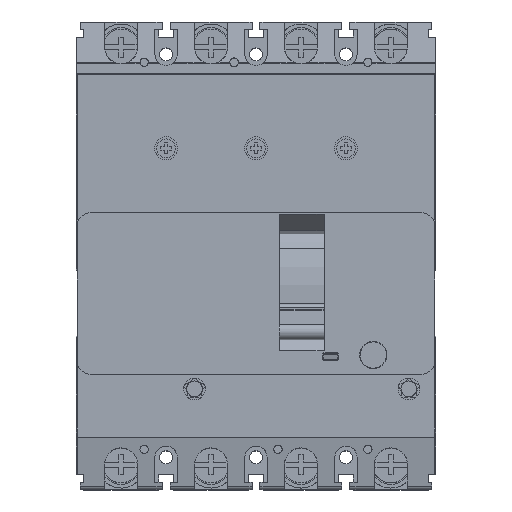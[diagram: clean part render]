
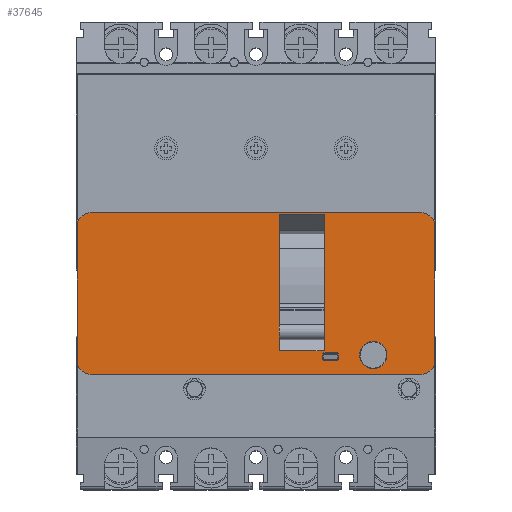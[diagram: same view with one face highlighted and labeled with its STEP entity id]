
A CAD part, top view. The second image highlights one B-rep face of the part: STEP entity #37645.
In plain terms, the highlighted planar face has unit normal (0, 0, 1).
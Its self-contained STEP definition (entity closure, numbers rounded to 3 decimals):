
#15098=DIRECTION('',(1.,0.,0.));
#15099=VECTOR('',#15098,91.5);
#15100=CARTESIAN_POINT('',(4.25,32.,69.6));
#15101=LINE('',#15100,#15099);
#15120=CARTESIAN_POINT('',(82.6,37.4,69.6));
#15121=DIRECTION('',(0.,0.,1.));
#15122=DIRECTION('',(1.,0.,0.));
#15123=AXIS2_PLACEMENT_3D('',#15120,#15121,#15122);
#15128=CARTESIAN_POINT('',(82.6,37.4,69.6));
#15129=DIRECTION('',(0.,0.,1.));
#15130=DIRECTION('',(-1.,0.,0.));
#15131=AXIS2_PLACEMENT_3D('',#15128,#15129,#15130);
#15136=DIRECTION('',(0.,-1.,0.));
#15137=VECTOR('',#15136,1.61);
#15138=CARTESIAN_POINT('',(68.6,37.71,69.6));
#15139=LINE('',#15138,#15137);
#15143=CARTESIAN_POINT('',(68.9,36.1,69.6));
#15144=DIRECTION('',(0.,0.,1.));
#15145=DIRECTION('',(-1.,0.,0.));
#15146=AXIS2_PLACEMENT_3D('',#15143,#15144,#15145);
#15151=DIRECTION('',(1.,0.,0.));
#15152=VECTOR('',#15151,3.6);
#15153=CARTESIAN_POINT('',(68.9,35.8,69.6));
#15154=LINE('',#15153,#15152);
#15158=CARTESIAN_POINT('',(72.5,36.1,69.6));
#15159=DIRECTION('',(0.,0.,1.));
#15160=DIRECTION('',(0.,-1.,0.));
#15161=AXIS2_PLACEMENT_3D('',#15158,#15159,#15160);
#15166=DIRECTION('',(0.,1.,0.));
#15167=VECTOR('',#15166,1.61);
#15168=CARTESIAN_POINT('',(72.8,36.1,69.6));
#15169=LINE('',#15168,#15167);
#15173=CARTESIAN_POINT('',(72.5,38.02,69.6));
#15174=CARTESIAN_POINT('',(72.537,38.02,69.6));
#15175=CARTESIAN_POINT('',(72.615,38.004,69.6));
#15176=CARTESIAN_POINT('',(72.714,37.937,69.6));
#15177=CARTESIAN_POINT('',(72.783,37.834,69.6));
#15178=CARTESIAN_POINT('',(72.8,37.751,69.6));
#15179=CARTESIAN_POINT('',(72.8,37.71,69.6));
#15184=DIRECTION('',(-1.,0.,0.));
#15185=VECTOR('',#15184,3.6);
#15186=CARTESIAN_POINT('',(72.5,38.02,69.6));
#15187=LINE('',#15186,#15185);
#15191=CARTESIAN_POINT('',(68.6,37.71,69.6));
#15192=CARTESIAN_POINT('',(68.6,37.75,69.6));
#15193=CARTESIAN_POINT('',(68.616,37.831,69.6));
#15194=CARTESIAN_POINT('',(68.683,37.934,69.6));
#15195=CARTESIAN_POINT('',(68.783,38.003,69.6));
#15196=CARTESIAN_POINT('',(68.862,38.02,69.6));
#15197=CARTESIAN_POINT('',(68.9,38.02,69.6));
#15202=CARTESIAN_POINT('',(4.25,36.,69.6));
#15203=DIRECTION('',(0.,0.,1.));
#15204=DIRECTION('',(-1.,0.,0.));
#15205=AXIS2_PLACEMENT_3D('',#15202,#15203,#15204);
#15210=DIRECTION('',(0.,-1.,0.));
#15211=VECTOR('',#15210,37.);
#15212=CARTESIAN_POINT('',(0.25,73.,69.6));
#15213=LINE('',#15212,#15211);
#15217=CARTESIAN_POINT('',(4.25,73.,69.6));
#15218=DIRECTION('',(0.,0.,1.));
#15219=DIRECTION('',(0.,1.,0.));
#15220=AXIS2_PLACEMENT_3D('',#15217,#15218,#15219);
#15225=DIRECTION('',(1.,0.,0.));
#15226=VECTOR('',#15225,91.5);
#15227=CARTESIAN_POINT('',(4.25,77.,69.6));
#15228=LINE('',#15227,#15226);
#15232=CARTESIAN_POINT('',(95.75,73.,69.6));
#15233=DIRECTION('',(0.,0.,1.));
#15234=DIRECTION('',(1.,0.,0.));
#15235=AXIS2_PLACEMENT_3D('',#15232,#15233,#15234);
#15240=DIRECTION('',(0.,-1.,0.));
#15241=VECTOR('',#15240,37.);
#15242=CARTESIAN_POINT('',(99.75,73.,69.6));
#15243=LINE('',#15242,#15241);
#15247=CARTESIAN_POINT('',(95.75,36.,69.6));
#15248=DIRECTION('',(0.,0.,1.));
#15249=DIRECTION('',(0.,-1.,0.));
#15250=AXIS2_PLACEMENT_3D('',#15247,#15248,#15249);
#15255=DIRECTION('',(0.,1.,0.));
#15256=VECTOR('',#15255,38.04);
#15257=CARTESIAN_POINT('',(56.45,38.56,69.6));
#15258=LINE('',#15257,#15256);
#15262=DIRECTION('',(1.,0.,0.));
#15263=VECTOR('',#15262,12.5);
#15264=CARTESIAN_POINT('',(56.45,38.56,69.6));
#15265=LINE('',#15264,#15263);
#15269=DIRECTION('',(0.,1.,0.));
#15270=VECTOR('',#15269,38.04);
#15271=CARTESIAN_POINT('',(68.95,38.56,69.6));
#15272=LINE('',#15271,#15270);
#15276=DIRECTION('',(1.,0.,0.));
#15277=VECTOR('',#15276,12.5);
#15278=CARTESIAN_POINT('',(56.45,76.6,69.6));
#15279=LINE('',#15278,#15277);
#19963=CARTESIAN_POINT('',(86.4,37.4,69.6));
#19964=CARTESIAN_POINT('',(78.8,37.4,69.6));
#19965=VERTEX_POINT('',#19963);
#19966=VERTEX_POINT('',#19964);
#19967=CARTESIAN_POINT('',(68.6,37.71,69.6));
#19968=CARTESIAN_POINT('',(68.6,36.1,69.6));
#19969=VERTEX_POINT('',#19967);
#19970=VERTEX_POINT('',#19968);
#19971=CARTESIAN_POINT('',(68.9,35.8,69.6));
#19972=VERTEX_POINT('',#19971);
#19973=CARTESIAN_POINT('',(72.5,35.8,69.6));
#19974=VERTEX_POINT('',#19973);
#19975=CARTESIAN_POINT('',(72.8,36.1,69.6));
#19976=VERTEX_POINT('',#19975);
#19977=CARTESIAN_POINT('',(72.8,37.71,69.6));
#19978=VERTEX_POINT('',#19977);
#19979=VERTEX_POINT('',#15173);
#19980=CARTESIAN_POINT('',(68.9,38.02,69.6));
#19981=VERTEX_POINT('',#19980);
#19990=CARTESIAN_POINT('',(0.25,36.,69.6));
#19992=VERTEX_POINT('',#19990);
#19994=CARTESIAN_POINT('',(4.25,32.,69.6));
#19995=VERTEX_POINT('',#19994);
#19998=CARTESIAN_POINT('',(4.25,77.,69.6));
#19999=CARTESIAN_POINT('',(0.25,73.,69.6));
#20000=VERTEX_POINT('',#19998);
#20001=VERTEX_POINT('',#19999);
#20006=CARTESIAN_POINT('',(99.75,73.,69.6));
#20008=VERTEX_POINT('',#20006);
#20010=CARTESIAN_POINT('',(95.75,77.,69.6));
#20011=VERTEX_POINT('',#20010);
#20014=CARTESIAN_POINT('',(95.75,32.,69.6));
#20015=CARTESIAN_POINT('',(99.75,36.,69.6));
#20016=VERTEX_POINT('',#20014);
#20017=VERTEX_POINT('',#20015);
#22258=CARTESIAN_POINT('',(56.45,38.56,69.6));
#22259=CARTESIAN_POINT('',(56.45,76.6,69.6));
#22260=VERTEX_POINT('',#22258);
#22261=VERTEX_POINT('',#22259);
#22262=CARTESIAN_POINT('',(68.95,38.56,69.6));
#22263=CARTESIAN_POINT('',(68.95,76.6,69.6));
#22264=VERTEX_POINT('',#22262);
#22265=VERTEX_POINT('',#22263);
#37592=CARTESIAN_POINT('',(0.,77.,69.6));
#37593=DIRECTION('',(0.,0.,1.));
#37594=DIRECTION('',(0.,-1.,0.));
#37595=AXIS2_PLACEMENT_3D('',#37592,#37593,#37594);
#37596=PLANE('',#37595);
#37597=ORIENTED_EDGE('',*,*,#37585,.F.);
#37598=ORIENTED_EDGE('',*,*,#36948,.F.);
#37600=ORIENTED_EDGE('',*,*,#37599,.F.);
#37602=ORIENTED_EDGE('',*,*,#37601,.T.);
#37604=ORIENTED_EDGE('',*,*,#37603,.F.);
#37605=ORIENTED_EDGE('',*,*,#37039,.T.);
#37607=ORIENTED_EDGE('',*,*,#37606,.F.);
#37608=ORIENTED_EDGE('',*,*,#37571,.F.);
#37609=EDGE_LOOP('',(#37597,#37598,#37600,#37602,#37604,#37605,#37607,#37608));
#37610=FACE_OUTER_BOUND('',#37609,.F.);
#37612=ORIENTED_EDGE('',*,*,#37611,.T.);
#37614=ORIENTED_EDGE('',*,*,#37613,.T.);
#37616=ORIENTED_EDGE('',*,*,#37615,.T.);
#37618=ORIENTED_EDGE('',*,*,#37617,.T.);
#37620=ORIENTED_EDGE('',*,*,#37619,.T.);
#37622=ORIENTED_EDGE('',*,*,#37621,.F.);
#37624=ORIENTED_EDGE('',*,*,#37623,.T.);
#37626=ORIENTED_EDGE('',*,*,#37625,.F.);
#37627=EDGE_LOOP('',(#37612,#37614,#37616,#37618,#37620,#37622,#37624,#37626));
#37628=FACE_BOUND('',#37627,.F.);
#37630=ORIENTED_EDGE('',*,*,#37629,.T.);
#37632=ORIENTED_EDGE('',*,*,#37631,.T.);
#37633=EDGE_LOOP('',(#37630,#37632));
#37634=FACE_BOUND('',#37633,.F.);
#37636=ORIENTED_EDGE('',*,*,#37635,.F.);
#37638=ORIENTED_EDGE('',*,*,#37637,.T.);
#37640=ORIENTED_EDGE('',*,*,#37639,.T.);
#37642=ORIENTED_EDGE('',*,*,#37641,.F.);
#37643=EDGE_LOOP('',(#37636,#37638,#37640,#37642));
#37644=FACE_BOUND('',#37643,.F.);
#37645=ADVANCED_FACE('',(#37610,#37628,#37634,#37644),#37596,.T.);
#15124=CIRCLE('',#15123,3.8);
#15132=CIRCLE('',#15131,3.8);
#15147=CIRCLE('',#15146,0.3);
#15162=CIRCLE('',#15161,0.3);
#15180=B_SPLINE_CURVE_WITH_KNOTS('',3,(#15173,#15174,#15175,#15176,#15177,
#15178,#15179),.UNSPECIFIED.,.F.,.F.,(4,1,1,1,4),(0.,0.236,
0.483,0.739,1.),.UNSPECIFIED.);
#15198=B_SPLINE_CURVE_WITH_KNOTS('',3,(#15191,#15192,#15193,#15194,#15195,
#15196,#15197),.UNSPECIFIED.,.F.,.F.,(4,1,1,1,4),(0.,0.252,
0.507,0.758,1.),.UNSPECIFIED.);
#15206=CIRCLE('',#15205,4.);
#15221=CIRCLE('',#15220,4.);
#15236=CIRCLE('',#15235,4.);
#15251=CIRCLE('',#15250,4.);
#36948=EDGE_CURVE('',#20001,#19992,#15213,.T.);
#37039=EDGE_CURVE('',#20008,#20017,#15243,.T.);
#37571=EDGE_CURVE('',#19995,#20016,#15101,.T.);
#37585=EDGE_CURVE('',#19992,#19995,#15206,.T.);
#37599=EDGE_CURVE('',#20000,#20001,#15221,.T.);
#37601=EDGE_CURVE('',#20000,#20011,#15228,.T.);
#37603=EDGE_CURVE('',#20008,#20011,#15236,.T.);
#37606=EDGE_CURVE('',#20016,#20017,#15251,.T.);
#37611=EDGE_CURVE('',#19969,#19970,#15139,.T.);
#37613=EDGE_CURVE('',#19970,#19972,#15147,.T.);
#37615=EDGE_CURVE('',#19972,#19974,#15154,.T.);
#37617=EDGE_CURVE('',#19974,#19976,#15162,.T.);
#37619=EDGE_CURVE('',#19976,#19978,#15169,.T.);
#37621=EDGE_CURVE('',#19979,#19978,#15180,.T.);
#37623=EDGE_CURVE('',#19979,#19981,#15187,.T.);
#37625=EDGE_CURVE('',#19969,#19981,#15198,.T.);
#37629=EDGE_CURVE('',#19965,#19966,#15124,.T.);
#37631=EDGE_CURVE('',#19966,#19965,#15132,.T.);
#37635=EDGE_CURVE('',#22260,#22261,#15258,.T.);
#37637=EDGE_CURVE('',#22260,#22264,#15265,.T.);
#37639=EDGE_CURVE('',#22264,#22265,#15272,.T.);
#37641=EDGE_CURVE('',#22261,#22265,#15279,.T.);
